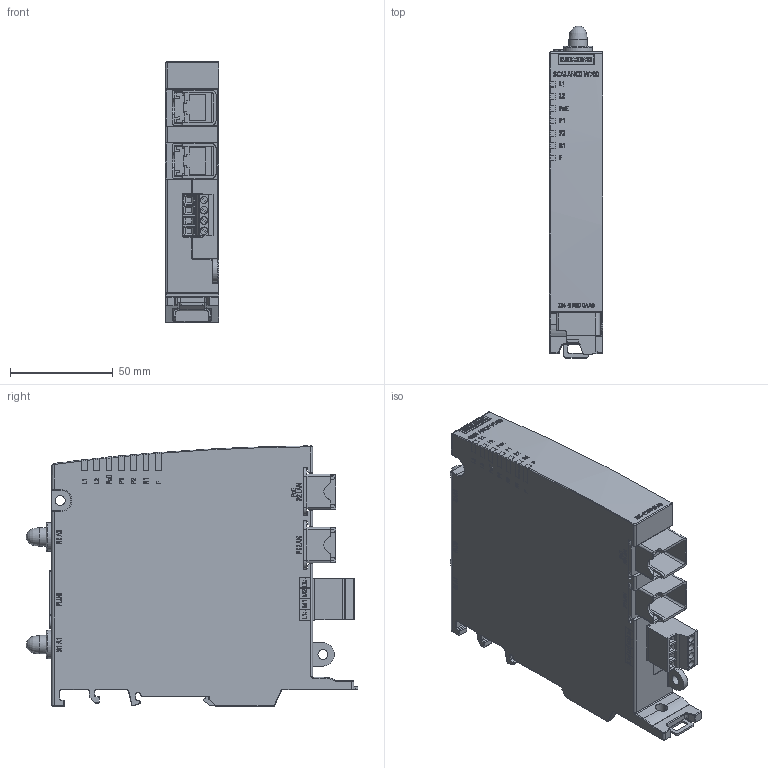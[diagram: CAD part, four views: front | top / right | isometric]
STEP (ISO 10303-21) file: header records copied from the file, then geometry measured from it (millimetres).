
FILE_DESCRIPTION(/* description */ (''),/* implementation_level */ '2;1');
FILE_NAME(/* name */ 'A5E33075449A_001.stp',/* time_stamp */ '2013-11-12T16:17:19+01:00',/* author */ ('B. Mukli'),/* organization */ ('Siemens AG.'),/* preprocessor_version */ 'ST-DEVELOPER v11',/* originating_system */ 'SIEMENS PLM Software NX 7.5',/* authorisation */ '');
FILE_SCHEMA (('AUTOMOTIVE_DESIGN { 1 0 10303 214 1 1 1 1 }'));
Products named in the file (5): A5E33075445A_001; A5E33075447A_001; A5E33094710A_001; A5E33070506A_001; A5E33075449A_001
Assembly tree (4 placements, depth 2):
  A5E33075449A_001
    A5E33070506A_001
    A5E33094710A_001
    A5E33075447A_001
    A5E33075445A_001
Bounding box: 26.1 x 161.65 x 126.88 mm (x, y, z)
Volume: 385715 mm3; surface area: 72504.3 mm2
Topology: 94 solids, 94 shells, 3167 faces, 8617 edges, 5682 vertices
Faces by surface type: plane 1448, extrusion 1237, cylinder 369, torus 39, bspline 33, cone 30, sphere 9, revolution 2
Full cylindrical faces by diameter (mm): 0.45 x24, 2.2 x1, 2.4 x2, 3 x4, 3.2 x1, 3.69 x4, 3.7 x4, 4.8 x2, 9 x2, 13.994 x1, 14 x1, 14.491 x2
Entity records: 135753 total; most frequent: CARTESIAN_POINT 43630, ORIENTED_EDGE 16984, DIRECTION 12213, EDGE_CURVE 8492, VECTOR 6241, VERTEX_POINT 5642, LINE 5004, B_SPLINE_CURVE_WITH_KNOTS 3642
